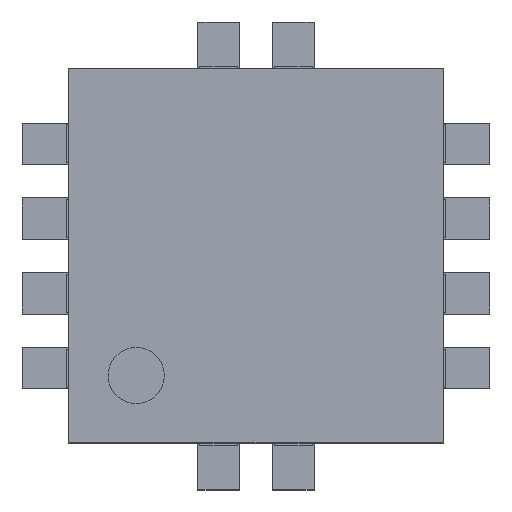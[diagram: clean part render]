
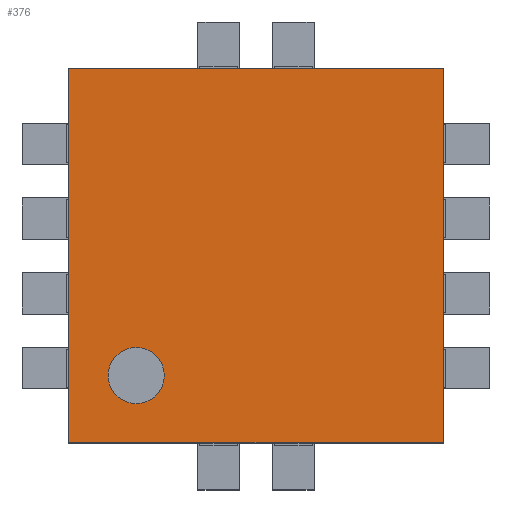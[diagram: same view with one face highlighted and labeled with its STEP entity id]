
A CAD part, top view. The second image highlights one B-rep face of the part: STEP entity #376.
In plain terms, the highlighted planar face has unit normal (0, 0, 1).
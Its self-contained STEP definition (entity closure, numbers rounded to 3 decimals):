
#376=ADVANCED_FACE('',(#660,#661),#517,.T.);
#517=PLANE('',#2977);
#656=CIRCLE('',#2975,0.15);
#657=CIRCLE('',#2976,0.15);
#660=FACE_BOUND('',#686,.T.);
#661=FACE_BOUND('',#687,.T.);
#686=EDGE_LOOP('',(#840,#841,#842,#843));
#687=EDGE_LOOP('',(#844,#845));
#840=ORIENTED_EDGE('',*,*,#1848,.T.);
#841=ORIENTED_EDGE('',*,*,#1849,.T.);
#842=ORIENTED_EDGE('',*,*,#1850,.T.);
#843=ORIENTED_EDGE('',*,*,#1851,.T.);
#844=ORIENTED_EDGE('',*,*,#1852,.F.);
#845=ORIENTED_EDGE('',*,*,#1853,.F.);
#1596=VERTEX_POINT('',#3788);
#1597=VERTEX_POINT('',#3789);
#1598=VERTEX_POINT('',#3791);
#1599=VERTEX_POINT('',#3793);
#1600=VERTEX_POINT('',#3796);
#1601=VERTEX_POINT('',#3797);
#1848=EDGE_CURVE('',#1596,#1597,#2226,.T.);
#1849=EDGE_CURVE('',#1597,#1598,#2227,.T.);
#1850=EDGE_CURVE('',#1598,#1599,#2228,.T.);
#1851=EDGE_CURVE('',#1599,#1596,#2229,.T.);
#1852=EDGE_CURVE('',#1600,#1601,#656,.T.);
#1853=EDGE_CURVE('',#1601,#1600,#657,.T.);
#2226=LINE('',#3787,#2600);
#2227=LINE('',#3790,#2601);
#2228=LINE('',#3792,#2602);
#2229=LINE('',#3794,#2603);
#2600=VECTOR('',#3122,1.);
#2601=VECTOR('',#3123,1.);
#2602=VECTOR('',#3124,1.);
#2603=VECTOR('',#3125,1.);
#2975=AXIS2_PLACEMENT_3D('',#3795,#3126,#3127);
#2976=AXIS2_PLACEMENT_3D('',#3798,#3128,#3129);
#2977=AXIS2_PLACEMENT_3D('',#3799,#3130,#3131);
#3122=DIRECTION('',(1.,0.,0.));
#3123=DIRECTION('',(0.,1.,0.));
#3124=DIRECTION('',(-1.,0.,0.));
#3125=DIRECTION('',(0.,-1.,0.));
#3126=DIRECTION('',(0.,0.,1.));
#3127=DIRECTION('',(-1.,0.,0.));
#3128=DIRECTION('',(0.,0.,1.));
#3129=DIRECTION('',(1.,0.,0.));
#3130=DIRECTION('',(0.,0.,1.));
#3131=DIRECTION('',(-1.,0.,0.));
#3787=CARTESIAN_POINT('',(-1.,-1.,0.726));
#3788=CARTESIAN_POINT('',(-1.,-1.,0.726));
#3789=CARTESIAN_POINT('',(1.,-1.,0.726));
#3790=CARTESIAN_POINT('',(1.,-1.,0.726));
#3791=CARTESIAN_POINT('',(1.,1.,0.726));
#3792=CARTESIAN_POINT('',(1.,1.,0.726));
#3793=CARTESIAN_POINT('',(-1.,1.,0.726));
#3794=CARTESIAN_POINT('',(-1.,1.,0.726));
#3795=CARTESIAN_POINT('',(-0.64,-0.64,0.726));
#3796=CARTESIAN_POINT('',(-0.79,-0.64,0.726));
#3797=CARTESIAN_POINT('',(-0.49,-0.64,0.726));
#3798=CARTESIAN_POINT('',(-0.64,-0.64,0.726));
#3799=CARTESIAN_POINT('',(0.,0.,0.726));
